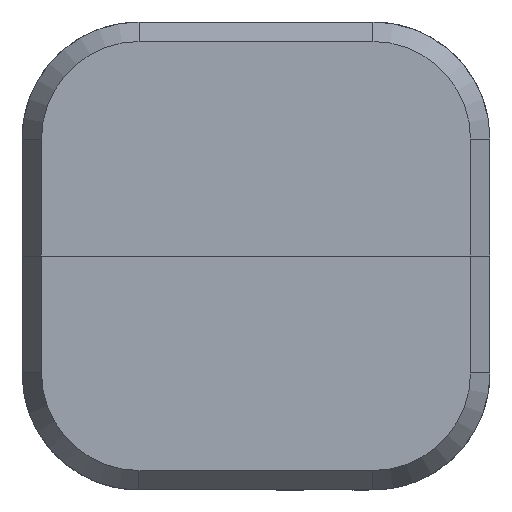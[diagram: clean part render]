
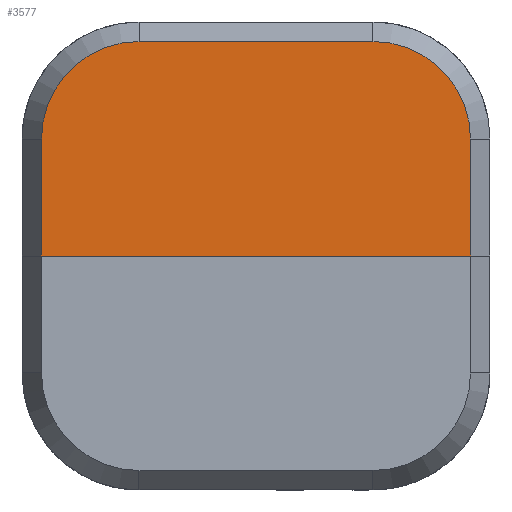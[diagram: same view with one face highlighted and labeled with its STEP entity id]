
A CAD part, front view. The second image highlights one B-rep face of the part: STEP entity #3577.
In plain terms, the highlighted planar face has unit normal (0, -1, 0).
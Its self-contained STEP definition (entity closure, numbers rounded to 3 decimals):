
#102 = CARTESIAN_POINT ( 'NONE',  ( -30., 0., 30. ) ) ;
#916 = DIRECTION ( 'NONE',  ( 0., 1., 0. ) ) ;
#1970 = VECTOR ( 'NONE', #22710, 1000. ) ;
#2242 = DIRECTION ( 'NONE',  ( 0., -1., 0. ) ) ;
#3037 = FACE_OUTER_BOUND ( 'NONE', #15238, .T. ) ;
#3485 = LINE ( 'NONE', #12844, #21939 ) ;
#3577 = ADVANCED_FACE ( 'NONE', ( #3037 ), #12104, .F. ) ;
#3867 = ORIENTED_EDGE ( 'NONE', *, *, #16710, .T. ) ;
#4045 = CARTESIAN_POINT ( 'NONE',  ( -30., 0., 55. ) ) ;
#5164 = CARTESIAN_POINT ( 'NONE',  ( 55., 0., 0. ) ) ;
#6309 = CARTESIAN_POINT ( 'NONE',  ( 30., 0., 30. ) ) ;
#6821 = VERTEX_POINT ( 'NONE', #17075 ) ;
#7219 = CARTESIAN_POINT ( 'NONE',  ( -55., 0., -30. ) ) ;
#7409 = ORIENTED_EDGE ( 'NONE', *, *, #26599, .T. ) ;
#7504 = LINE ( 'NONE', #11069, #1970 ) ;
#9024 = VERTEX_POINT ( 'NONE', #20317 ) ;
#9103 = CIRCLE ( 'NONE', #26012, 25. ) ;
#10852 = VERTEX_POINT ( 'NONE', #4045 ) ;
#11069 = CARTESIAN_POINT ( 'NONE',  ( 30., 0., 55. ) ) ;
#11790 = DIRECTION ( 'NONE',  ( 0., 0., 1. ) ) ;
#11904 = EDGE_CURVE ( 'NONE', #22536, #28025, #18870, .T. ) ;
#12104 = PLANE ( 'NONE',  #14476 ) ;
#12247 = CARTESIAN_POINT ( 'NONE',  ( 30., 0., -30. ) ) ;
#12844 = CARTESIAN_POINT ( 'NONE',  ( 30., 0., 0. ) ) ;
#13047 = EDGE_CURVE ( 'NONE', #28025, #13827, #3485, .T. ) ;
#13827 = VERTEX_POINT ( 'NONE', #5164 ) ;
#14052 = LINE ( 'NONE', #23303, #19597 ) ;
#14476 = AXIS2_PLACEMENT_3D ( 'NONE', #12247, #916, #21346 ) ;
#14898 = CARTESIAN_POINT ( 'NONE',  ( -55., 0., 0. ) ) ;
#15238 = EDGE_LOOP ( 'NONE', ( #25307, #18959, #24747, #3867, #20597, #7409 ) ) ;
#15524 = DIRECTION ( 'NONE',  ( 0., -1., 0. ) ) ;
#16710 = EDGE_CURVE ( 'NONE', #6821, #9024, #28693, .T. ) ;
#17075 = CARTESIAN_POINT ( 'NONE',  ( 55., 0., 30. ) ) ;
#18706 = EDGE_CURVE ( 'NONE', #13827, #6821, #14052, .T. ) ;
#18870 = LINE ( 'NONE', #7219, #18948 ) ;
#18948 = VECTOR ( 'NONE', #28556, 1000. ) ;
#18959 = ORIENTED_EDGE ( 'NONE', *, *, #13047, .T. ) ;
#19597 = VECTOR ( 'NONE', #11790, 1000. ) ;
#20317 = CARTESIAN_POINT ( 'NONE',  ( 30., 0., 55. ) ) ;
#20597 = ORIENTED_EDGE ( 'NONE', *, *, #29212, .T. ) ;
#21148 = CARTESIAN_POINT ( 'NONE',  ( -55., 0., 30. ) ) ;
#21346 = DIRECTION ( 'NONE',  ( 0., 0., -1. ) ) ;
#21939 = VECTOR ( 'NONE', #28892, 1000. ) ;
#22536 = VERTEX_POINT ( 'NONE', #21148 ) ;
#22710 = DIRECTION ( 'NONE',  ( -1., 0., 0. ) ) ;
#23303 = CARTESIAN_POINT ( 'NONE',  ( 55., 0., -30. ) ) ;
#24747 = ORIENTED_EDGE ( 'NONE', *, *, #18706, .T. ) ;
#25307 = ORIENTED_EDGE ( 'NONE', *, *, #11904, .T. ) ;
#26012 = AXIS2_PLACEMENT_3D ( 'NONE', #102, #2242, #27190 ) ;
#26287 = AXIS2_PLACEMENT_3D ( 'NONE', #6309, #15524, #27949 ) ;
#26599 = EDGE_CURVE ( 'NONE', #10852, #22536, #9103, .T. ) ;
#27190 = DIRECTION ( 'NONE',  ( 0., 0., -1. ) ) ;
#27949 = DIRECTION ( 'NONE',  ( 0., 0., -1. ) ) ;
#28025 = VERTEX_POINT ( 'NONE', #14898 ) ;
#28556 = DIRECTION ( 'NONE',  ( 0., 0., -1. ) ) ;
#28693 = CIRCLE ( 'NONE', #26287, 25. ) ;
#28892 = DIRECTION ( 'NONE',  ( 1., 0., 0. ) ) ;
#29212 = EDGE_CURVE ( 'NONE', #9024, #10852, #7504, .T. ) ;
